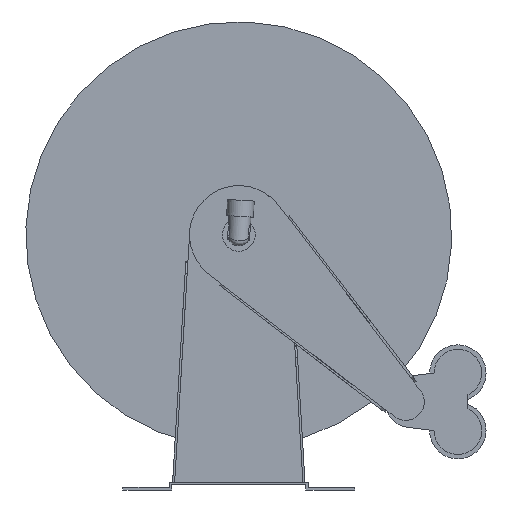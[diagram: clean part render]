
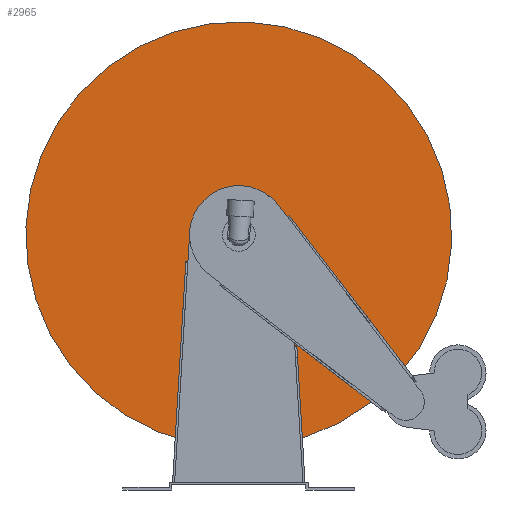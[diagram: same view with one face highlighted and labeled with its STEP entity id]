
A CAD part, left-side view. The second image highlights one B-rep face of the part: STEP entity #2965.
In plain terms, the highlighted face is planar.
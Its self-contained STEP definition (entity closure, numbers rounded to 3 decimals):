
#99=CIRCLE('',#3380,207.517);
#101=CIRCLE('',#3383,15.99);
#217=PLANE('',#3382);
#660=ORIENTED_EDGE('',*,*,#1360,.T.);
#661=ORIENTED_EDGE('',*,*,#1358,.T.);
#1358=EDGE_CURVE('',#1732,#1732,#99,.T.);
#1360=EDGE_CURVE('',#1734,#1734,#101,.F.);
#1732=VERTEX_POINT('',#5245);
#1734=VERTEX_POINT('',#5250);
#2560=EDGE_LOOP('',(#660));
#2561=EDGE_LOOP('',(#661));
#2754=FACE_BOUND('',#2560,.T.);
#2755=FACE_BOUND('',#2561,.T.);
#2965=ADVANCED_FACE('',(#2754,#2755),#217,.T.);
#3380=AXIS2_PLACEMENT_3D('',#5244,#3768,#3769);
#3382=AXIS2_PLACEMENT_3D('',#5248,#3772,#3773);
#3383=AXIS2_PLACEMENT_3D('',#5249,#3774,#3775);
#3768=DIRECTION('',(0.,0.,1.));
#3769=DIRECTION('',(0.,-1.,0.));
#3772=DIRECTION('',(0.,0.,1.));
#3773=DIRECTION('',(0.975,-0.221,0.));
#3774=DIRECTION('',(0.,0.,1.));
#3775=DIRECTION('',(0.,-1.,0.));
#5244=CARTESIAN_POINT('',(-96.253,21.841,38.18));
#5245=CARTESIAN_POINT('',(-96.253,-185.675,38.18));
#5248=CARTESIAN_POINT('',(89.604,-20.332,38.18));
#5249=CARTESIAN_POINT('',(-96.253,21.841,38.18));
#5250=CARTESIAN_POINT('',(-96.253,5.851,38.18));
